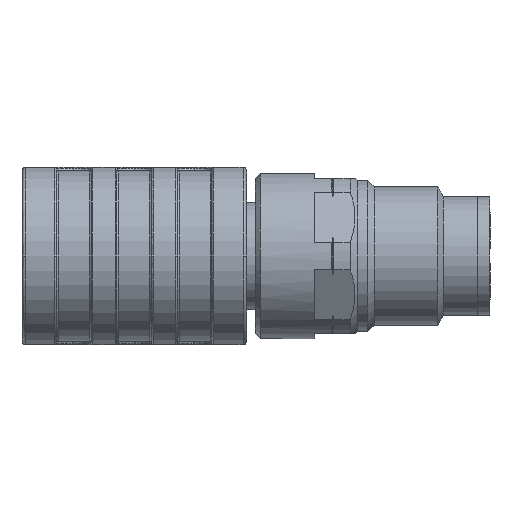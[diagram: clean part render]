
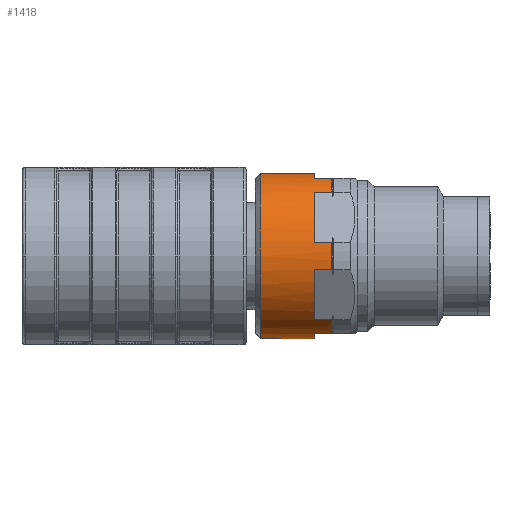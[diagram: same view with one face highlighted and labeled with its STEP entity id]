
A CAD part, front view. The second image highlights one B-rep face of the part: STEP entity #1418.
In plain terms, the highlighted cylindrical face has radius 4.8 mm (diameter 9.6 mm), a full revolution.
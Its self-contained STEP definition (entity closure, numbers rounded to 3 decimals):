
#786=LINE('',#9479,#1126);
#787=LINE('',#9484,#1127);
#788=LINE('',#9488,#1128);
#789=LINE('',#9492,#1129);
#790=LINE('',#9496,#1130);
#791=LINE('',#9500,#1131);
#792=LINE('',#9504,#1132);
#793=LINE('',#9508,#1133);
#794=LINE('',#9512,#1134);
#795=LINE('',#9516,#1135);
#796=LINE('',#9520,#1136);
#797=LINE('',#9524,#1137);
#1126=VECTOR('',#7512,1.);
#1127=VECTOR('',#7515,1.);
#1128=VECTOR('',#7518,1.);
#1129=VECTOR('',#7521,1.);
#1130=VECTOR('',#7524,1.);
#1131=VECTOR('',#7527,1.);
#1132=VECTOR('',#7530,1.);
#1133=VECTOR('',#7533,1.);
#1134=VECTOR('',#7536,1.);
#1135=VECTOR('',#7539,1.);
#1136=VECTOR('',#7542,1.);
#1137=VECTOR('',#7545,1.);
#1418=ADVANCED_FACE('F8',(#1916,#1917),#1779,.T.);
#1779=CYLINDRICAL_SURFACE('',#6448,4.8);
#1916=FACE_BOUND('',#2108,.T.);
#1917=FACE_BOUND('',#2109,.T.);
#2108=EDGE_LOOP('',(#2864,#2865,#2866,#2867,#2868,#2869,#2870,#2871,#2872,
#2873,#2874,#2875,#2876,#2877,#2878,#2879,#2880,#2881,#2882,#2883,#2884,
#2885,#2886,#2887));
#2109=EDGE_LOOP('',(#2888));
#2864=ORIENTED_EDGE('',*,*,#5074,.F.);
#2865=ORIENTED_EDGE('',*,*,#5075,.T.);
#2866=ORIENTED_EDGE('',*,*,#5076,.F.);
#2867=ORIENTED_EDGE('',*,*,#5077,.F.);
#2868=ORIENTED_EDGE('',*,*,#5078,.F.);
#2869=ORIENTED_EDGE('',*,*,#5079,.T.);
#2870=ORIENTED_EDGE('',*,*,#5080,.F.);
#2871=ORIENTED_EDGE('',*,*,#5081,.F.);
#2872=ORIENTED_EDGE('',*,*,#5082,.F.);
#2873=ORIENTED_EDGE('',*,*,#5083,.T.);
#2874=ORIENTED_EDGE('',*,*,#5084,.F.);
#2875=ORIENTED_EDGE('',*,*,#5085,.F.);
#2876=ORIENTED_EDGE('',*,*,#5086,.F.);
#2877=ORIENTED_EDGE('',*,*,#5087,.T.);
#2878=ORIENTED_EDGE('',*,*,#5088,.F.);
#2879=ORIENTED_EDGE('',*,*,#5089,.F.);
#2880=ORIENTED_EDGE('',*,*,#5090,.F.);
#2881=ORIENTED_EDGE('',*,*,#5091,.T.);
#2882=ORIENTED_EDGE('',*,*,#5092,.F.);
#2883=ORIENTED_EDGE('',*,*,#5093,.F.);
#2884=ORIENTED_EDGE('',*,*,#5094,.F.);
#2885=ORIENTED_EDGE('',*,*,#5095,.T.);
#2886=ORIENTED_EDGE('',*,*,#5096,.F.);
#2887=ORIENTED_EDGE('',*,*,#5097,.F.);
#2888=ORIENTED_EDGE('',*,*,#5098,.T.);
#4432=VERTEX_POINT('',#9480);
#4433=VERTEX_POINT('',#9481);
#4434=VERTEX_POINT('',#9483);
#4435=VERTEX_POINT('',#9485);
#4436=VERTEX_POINT('',#9487);
#4437=VERTEX_POINT('',#9489);
#4438=VERTEX_POINT('',#9491);
#4439=VERTEX_POINT('',#9493);
#4440=VERTEX_POINT('',#9495);
#4441=VERTEX_POINT('',#9497);
#4442=VERTEX_POINT('',#9499);
#4443=VERTEX_POINT('',#9501);
#4444=VERTEX_POINT('',#9503);
#4445=VERTEX_POINT('',#9505);
#4446=VERTEX_POINT('',#9507);
#4447=VERTEX_POINT('',#9509);
#4448=VERTEX_POINT('',#9511);
#4449=VERTEX_POINT('',#9513);
#4450=VERTEX_POINT('',#9515);
#4451=VERTEX_POINT('',#9517);
#4452=VERTEX_POINT('',#9519);
#4453=VERTEX_POINT('',#9521);
#4454=VERTEX_POINT('',#9523);
#4455=VERTEX_POINT('',#9525);
#4456=VERTEX_POINT('',#9528);
#5074=EDGE_CURVE('',#4432,#4433,#786,.T.);
#5075=EDGE_CURVE('',#4432,#4434,#5864,.T.);
#5076=EDGE_CURVE('',#4435,#4434,#787,.T.);
#5077=EDGE_CURVE('',#4436,#4435,#5865,.T.);
#5078=EDGE_CURVE('',#4437,#4436,#788,.T.);
#5079=EDGE_CURVE('',#4437,#4438,#5866,.T.);
#5080=EDGE_CURVE('',#4439,#4438,#789,.T.);
#5081=EDGE_CURVE('',#4440,#4439,#5867,.T.);
#5082=EDGE_CURVE('',#4441,#4440,#790,.T.);
#5083=EDGE_CURVE('',#4441,#4442,#5868,.T.);
#5084=EDGE_CURVE('',#4443,#4442,#791,.T.);
#5085=EDGE_CURVE('',#4444,#4443,#5869,.T.);
#5086=EDGE_CURVE('',#4445,#4444,#792,.T.);
#5087=EDGE_CURVE('',#4445,#4446,#5870,.T.);
#5088=EDGE_CURVE('',#4447,#4446,#793,.T.);
#5089=EDGE_CURVE('',#4448,#4447,#5871,.T.);
#5090=EDGE_CURVE('',#4449,#4448,#794,.T.);
#5091=EDGE_CURVE('',#4449,#4450,#5872,.T.);
#5092=EDGE_CURVE('',#4451,#4450,#795,.T.);
#5093=EDGE_CURVE('',#4452,#4451,#5873,.T.);
#5094=EDGE_CURVE('',#4453,#4452,#796,.T.);
#5095=EDGE_CURVE('',#4453,#4454,#5874,.T.);
#5096=EDGE_CURVE('',#4455,#4454,#797,.T.);
#5097=EDGE_CURVE('',#4433,#4455,#5875,.T.);
#5098=EDGE_CURVE('E35',#4456,#4456,#5876,.T.);
#5864=CIRCLE('',#6435,4.8);
#5865=CIRCLE('',#6436,4.8);
#5866=CIRCLE('',#6437,4.8);
#5867=CIRCLE('',#6438,4.8);
#5868=CIRCLE('',#6439,4.8);
#5869=CIRCLE('',#6440,4.8);
#5870=CIRCLE('',#6441,4.8);
#5871=CIRCLE('',#6442,4.8);
#5872=CIRCLE('',#6443,4.8);
#5873=CIRCLE('',#6444,4.8);
#5874=CIRCLE('',#6445,4.8);
#5875=CIRCLE('',#6446,4.8);
#5876=CIRCLE('',#6447,4.8);
#6435=AXIS2_PLACEMENT_3D('',#9482,#7513,#7514);
#6436=AXIS2_PLACEMENT_3D('',#9486,#7516,#7517);
#6437=AXIS2_PLACEMENT_3D('',#9490,#7519,#7520);
#6438=AXIS2_PLACEMENT_3D('',#9494,#7522,#7523);
#6439=AXIS2_PLACEMENT_3D('',#9498,#7525,#7526);
#6440=AXIS2_PLACEMENT_3D('',#9502,#7528,#7529);
#6441=AXIS2_PLACEMENT_3D('',#9506,#7531,#7532);
#6442=AXIS2_PLACEMENT_3D('',#9510,#7534,#7535);
#6443=AXIS2_PLACEMENT_3D('',#9514,#7537,#7538);
#6444=AXIS2_PLACEMENT_3D('',#9518,#7540,#7541);
#6445=AXIS2_PLACEMENT_3D('',#9522,#7543,#7544);
#6446=AXIS2_PLACEMENT_3D('',#9526,#7546,#7547);
#6447=AXIS2_PLACEMENT_3D('',#9527,#7548,#7549);
#6448=AXIS2_PLACEMENT_3D('',#9529,#7550,#7551);
#7512=DIRECTION('',(1.,0.,0.));
#7513=DIRECTION('',(-1.,0.,0.));
#7514=DIRECTION('',(0.,1.,0.));
#7515=DIRECTION('',(-1.,0.,0.));
#7516=DIRECTION('',(1.,0.,0.));
#7517=DIRECTION('',(0.,0.,1.));
#7518=DIRECTION('',(1.,0.,0.));
#7519=DIRECTION('',(-1.,0.,0.));
#7520=DIRECTION('',(0.,1.,0.));
#7521=DIRECTION('',(-1.,0.,0.));
#7522=DIRECTION('',(1.,0.,0.));
#7523=DIRECTION('',(0.,0.,1.));
#7524=DIRECTION('',(1.,0.,0.));
#7525=DIRECTION('',(-1.,0.,0.));
#7526=DIRECTION('',(0.,1.,0.));
#7527=DIRECTION('',(-1.,0.,0.));
#7528=DIRECTION('',(1.,0.,0.));
#7529=DIRECTION('',(0.,0.,1.));
#7530=DIRECTION('',(1.,0.,0.));
#7531=DIRECTION('',(-1.,0.,0.));
#7532=DIRECTION('',(0.,1.,0.));
#7533=DIRECTION('',(-1.,0.,0.));
#7534=DIRECTION('',(1.,0.,0.));
#7535=DIRECTION('',(0.,0.,1.));
#7536=DIRECTION('',(1.,0.,0.));
#7537=DIRECTION('',(-1.,0.,0.));
#7538=DIRECTION('',(0.,1.,0.));
#7539=DIRECTION('',(-1.,0.,0.));
#7540=DIRECTION('',(1.,0.,0.));
#7541=DIRECTION('',(0.,0.,1.));
#7542=DIRECTION('',(1.,0.,0.));
#7543=DIRECTION('',(-1.,0.,0.));
#7544=DIRECTION('',(0.,1.,0.));
#7545=DIRECTION('',(-1.,0.,0.));
#7546=DIRECTION('',(1.,0.,0.));
#7547=DIRECTION('',(0.,0.,1.));
#7548=DIRECTION('',(1.,0.,0.));
#7549=DIRECTION('',(0.,0.,1.));
#7550=DIRECTION('',(1.,0.,0.));
#7551=DIRECTION('',(0.,0.,-1.));
#9479=CARTESIAN_POINT('',(70.874,18.132,-69.153));
#9480=CARTESIAN_POINT('',(61.424,18.132,-69.153));
#9481=CARTESIAN_POINT('',(62.416,18.132,-69.153));
#9482=CARTESIAN_POINT('',(61.424,13.4,-68.35));
#9483=CARTESIAN_POINT('',(61.424,16.462,-72.047));
#9484=CARTESIAN_POINT('',(70.874,16.462,-72.047));
#9485=CARTESIAN_POINT('',(62.416,16.462,-72.047));
#9486=CARTESIAN_POINT('',(62.416,13.4,-68.35));
#9487=CARTESIAN_POINT('',(62.416,15.07,-72.85));
#9488=CARTESIAN_POINT('',(70.874,15.07,-72.85));
#9489=CARTESIAN_POINT('',(61.424,15.07,-72.85));
#9490=CARTESIAN_POINT('',(61.424,13.4,-68.35));
#9491=CARTESIAN_POINT('',(61.424,11.73,-72.85));
#9492=CARTESIAN_POINT('',(70.874,11.73,-72.85));
#9493=CARTESIAN_POINT('',(62.416,11.73,-72.85));
#9494=CARTESIAN_POINT('',(62.416,13.4,-68.35));
#9495=CARTESIAN_POINT('',(62.416,10.338,-72.047));
#9496=CARTESIAN_POINT('',(70.874,10.338,-72.047));
#9497=CARTESIAN_POINT('',(61.424,10.338,-72.047));
#9498=CARTESIAN_POINT('',(61.424,13.4,-68.35));
#9499=CARTESIAN_POINT('',(61.424,8.668,-69.153));
#9500=CARTESIAN_POINT('',(70.874,8.668,-69.153));
#9501=CARTESIAN_POINT('',(62.416,8.668,-69.153));
#9502=CARTESIAN_POINT('',(62.416,13.4,-68.35));
#9503=CARTESIAN_POINT('',(62.416,8.668,-67.547));
#9504=CARTESIAN_POINT('',(70.874,8.668,-67.547));
#9505=CARTESIAN_POINT('',(61.424,8.668,-67.547));
#9506=CARTESIAN_POINT('',(61.424,13.4,-68.35));
#9507=CARTESIAN_POINT('',(61.424,10.338,-64.653));
#9508=CARTESIAN_POINT('',(70.874,10.338,-64.653));
#9509=CARTESIAN_POINT('',(62.416,10.338,-64.653));
#9510=CARTESIAN_POINT('',(62.416,13.4,-68.35));
#9511=CARTESIAN_POINT('',(62.416,11.73,-63.85));
#9512=CARTESIAN_POINT('',(70.874,11.73,-63.85));
#9513=CARTESIAN_POINT('',(61.424,11.73,-63.85));
#9514=CARTESIAN_POINT('',(61.424,13.4,-68.35));
#9515=CARTESIAN_POINT('',(61.424,15.07,-63.85));
#9516=CARTESIAN_POINT('',(70.874,15.07,-63.85));
#9517=CARTESIAN_POINT('',(62.416,15.07,-63.85));
#9518=CARTESIAN_POINT('',(62.416,13.4,-68.35));
#9519=CARTESIAN_POINT('',(62.416,16.462,-64.653));
#9520=CARTESIAN_POINT('',(70.874,16.462,-64.653));
#9521=CARTESIAN_POINT('',(61.424,16.462,-64.653));
#9522=CARTESIAN_POINT('',(61.424,13.4,-68.35));
#9523=CARTESIAN_POINT('',(61.424,18.132,-67.547));
#9524=CARTESIAN_POINT('',(70.874,18.132,-67.547));
#9525=CARTESIAN_POINT('',(62.416,18.132,-67.547));
#9526=CARTESIAN_POINT('',(62.416,13.4,-68.35));
#9527=CARTESIAN_POINT('',(58.274,13.4,-68.35));
#9528=CARTESIAN_POINT('',(58.274,13.4,-63.55));
#9529=CARTESIAN_POINT('',(70.874,13.4,-68.35));
